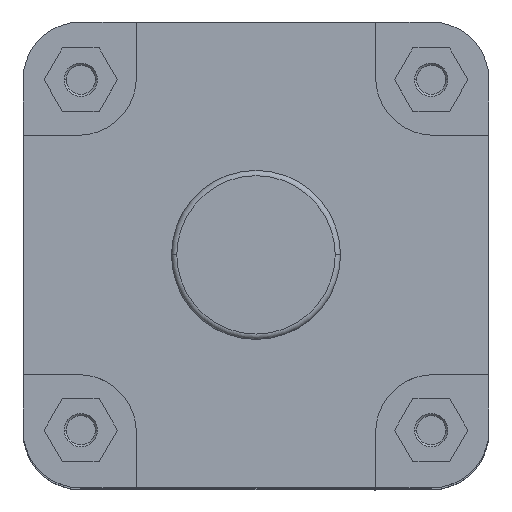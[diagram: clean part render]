
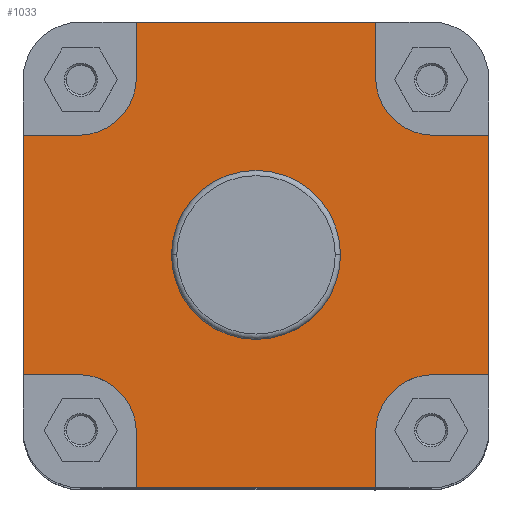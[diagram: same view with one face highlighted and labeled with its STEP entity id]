
A CAD part, top view. The second image highlights one B-rep face of the part: STEP entity #1033.
In plain terms, the highlighted planar face has unit normal (0, 0, 1).
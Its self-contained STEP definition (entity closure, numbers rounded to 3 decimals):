
#12 = VERTEX_POINT ( 'NONE', #5741 ) ;
#21 = VERTEX_POINT ( 'NONE', #5750 ) ;
#22 = VERTEX_POINT ( 'NONE', #5751 ) ;
#58 = VERTEX_POINT ( 'NONE', #5787 ) ;
#68 = VERTEX_POINT ( 'NONE', #5792 ) ;
#82 = VERTEX_POINT ( 'NONE', #5813 ) ;
#90 = VERTEX_POINT ( 'NONE', #5821 ) ;
#99 = VERTEX_POINT ( 'NONE', #5830 ) ;
#122 = VERTEX_POINT ( 'NONE', #5853 ) ;
#133 = VERTEX_POINT ( 'NONE', #5864 ) ;
#857 = VERTEX_POINT ( 'NONE', #5902 ) ;
#886 = VERTEX_POINT ( 'NONE', #5913 ) ;
#889 = VERTEX_POINT ( 'NONE', #5918 ) ;
#892 = VERTEX_POINT ( 'NONE', #5920 ) ;
#893 = VERTEX_POINT ( 'NONE', #5921 ) ;
#896 = VERTEX_POINT ( 'NONE', #5924 ) ;
#897 = VERTEX_POINT ( 'NONE', #5925 ) ;
#906 = VERTEX_POINT ( 'NONE', #5934 ) ;
#1033 = ADVANCED_FACE ( 'NONE', ( #4803, #4802 ), #6079, .F. ) ;
#1659 = CARTESIAN_POINT ( 'NONE',  ( -83.75, 83.75, -65.368 ) ) ;
#1662 = CARTESIAN_POINT ( 'NONE',  ( 83.75, 83.75, -65.368 ) ) ;
#1665 = CARTESIAN_POINT ( 'NONE',  ( -83.75, 56.5, -65.368 ) ) ;
#1666 = DIRECTION ( 'NONE',  ( 1., 0., 0. ) ) ;
#1667 = CARTESIAN_POINT ( 'NONE',  ( 83.75, -83.75, -65.368 ) ) ;
#1668 = DIRECTION ( 'NONE',  ( 0., 0., 1. ) ) ;
#1669 = DIRECTION ( 'NONE',  ( -1., 0., 0. ) ) ;
#1670 = CARTESIAN_POINT ( 'NONE',  ( -56.5, 110., -65.368 ) ) ;
#1671 = DIRECTION ( 'NONE',  ( 0., 1., 0. ) ) ;
#1672 = CARTESIAN_POINT ( 'NONE',  ( 0., 110., -65.368 ) ) ;
#1673 = DIRECTION ( 'NONE',  ( 1., 0., 0. ) ) ;
#1674 = CARTESIAN_POINT ( 'NONE',  ( 56.5, 83.75, -65.368 ) ) ;
#1675 = DIRECTION ( 'NONE',  ( 0., -1., 0. ) ) ;
#1676 = DIRECTION ( 'NONE',  ( 0., 0., 1. ) ) ;
#1677 = DIRECTION ( 'NONE',  ( -1., 0., 0. ) ) ;
#1678 = CARTESIAN_POINT ( 'NONE',  ( 110., 56.5, -65.368 ) ) ;
#1679 = DIRECTION ( 'NONE',  ( 1., 0., 0. ) ) ;
#1680 = CARTESIAN_POINT ( 'NONE',  ( 110., -242.141, -65.368 ) ) ;
#1681 = DIRECTION ( 'NONE',  ( 0., -1., 0. ) ) ;
#1682 = CARTESIAN_POINT ( 'NONE',  ( 83.75, -56.5, -65.368 ) ) ;
#1683 = DIRECTION ( 'NONE',  ( -1., 0., 0. ) ) ;
#1684 = DIRECTION ( 'NONE',  ( 0., 0., 1. ) ) ;
#1685 = DIRECTION ( 'NONE',  ( -1., 0., 0. ) ) ;
#1686 = CARTESIAN_POINT ( 'NONE',  ( 56.5, -110., -65.368 ) ) ;
#1687 = DIRECTION ( 'NONE',  ( 0., -1., 0. ) ) ;
#1688 = CARTESIAN_POINT ( 'NONE',  ( 0., 0., -65.368 ) ) ;
#1689 = CARTESIAN_POINT ( 'NONE',  ( 0., -110., -65.368 ) ) ;
#1690 = DIRECTION ( 'NONE',  ( 1., 0., 0. ) ) ;
#1691 = CARTESIAN_POINT ( 'NONE',  ( -83.75, -83.75, -65.368 ) ) ;
#1693 = DIRECTION ( 'NONE',  ( 0., 0., 1. ) ) ;
#1694 = DIRECTION ( 'NONE',  ( -1., 0., 0. ) ) ;
#1695 = CARTESIAN_POINT ( 'NONE',  ( -110., -242.141, -65.368 ) ) ;
#1696 = DIRECTION ( 'NONE',  ( 0., -1., 0. ) ) ;
#1697 = CARTESIAN_POINT ( 'NONE',  ( -110., -56.5, -65.368 ) ) ;
#1698 = DIRECTION ( 'NONE',  ( -1., 0., 0. ) ) ;
#1699 = DIRECTION ( 'NONE',  ( 0., 0., 1. ) ) ;
#1700 = DIRECTION ( 'NONE',  ( 1., 0., 0. ) ) ;
#1701 = CARTESIAN_POINT ( 'NONE',  ( -56.5, -83.75, -65.368 ) ) ;
#1702 = DIRECTION ( 'NONE',  ( 0., 1., 0. ) ) ;
#1835 = CARTESIAN_POINT ( 'NONE',  ( 0., 0., -65.368 ) ) ;
#1836 = DIRECTION ( 'NONE',  ( 0., 0., 1. ) ) ;
#1837 = DIRECTION ( 'NONE',  ( 1., 0., 0. ) ) ;
#2529 = CIRCLE ( 'NONE', #4473, 39.9 ) ;
#3297 = ORIENTED_EDGE ( 'NONE', *, *, #4007, .F. ) ;
#3304 = ORIENTED_EDGE ( 'NONE', *, *, #4009, .F. ) ;
#3319 = ORIENTED_EDGE ( 'NONE', *, *, #4011, .F. ) ;
#3346 = ORIENTED_EDGE ( 'NONE', *, *, #4012, .F. ) ;
#3358 = ORIENTED_EDGE ( 'NONE', *, *, #4015, .F. ) ;
#3371 = ORIENTED_EDGE ( 'NONE', *, *, #4021, .F. ) ;
#3423 = ORIENTED_EDGE ( 'NONE', *, *, #4010, .F. ) ;
#3437 = ORIENTED_EDGE ( 'NONE', *, *, #4084, .F. ) ;
#3470 = ORIENTED_EDGE ( 'NONE', *, *, #4017, .T. ) ;
#3486 = ORIENTED_EDGE ( 'NONE', *, *, #4008, .F. ) ;
#3514 = ORIENTED_EDGE ( 'NONE', *, *, #4022, .F. ) ;
#3518 = ORIENTED_EDGE ( 'NONE', *, *, #4019, .T. ) ;
#3530 = ORIENTED_EDGE ( 'NONE', *, *, #4013, .F. ) ;
#3534 = ORIENTED_EDGE ( 'NONE', *, *, #4006, .F. ) ;
#3541 = ORIENTED_EDGE ( 'NONE', *, *, #4014, .F. ) ;
#3582 = ORIENTED_EDGE ( 'NONE', *, *, #4020, .F. ) ;
#3583 = ORIENTED_EDGE ( 'NONE', *, *, #4018, .F. ) ;
#3598 = ORIENTED_EDGE ( 'NONE', *, *, #4016, .F. ) ;
#3693 = EDGE_LOOP ( 'NONE', ( #3518, #3582, #3583, #3514, #3470, #3598, #3358, #3541, #3530, #3346, #3319, #3423, #3304, #3486, #3297, #3534 ) ) ;
#3701 = EDGE_LOOP ( 'NONE', ( #3437, #3371 ) ) ;
#4006 = EDGE_CURVE ( 'NONE', #68, #857, #5556, .T. ) ;
#4007 = EDGE_CURVE ( 'NONE', #857, #21, #5568, .T. ) ;
#4008 = EDGE_CURVE ( 'NONE', #21, #897, #5558, .T. ) ;
#4009 = EDGE_CURVE ( 'NONE', #897, #906, #5569, .T. ) ;
#4010 = EDGE_CURVE ( 'NONE', #906, #893, #5571, .T. ) ;
#4011 = EDGE_CURVE ( 'NONE', #893, #82, #5575, .T. ) ;
#4012 = EDGE_CURVE ( 'NONE', #82, #889, #5560, .T. ) ;
#4013 = EDGE_CURVE ( 'NONE', #889, #896, #5576, .T. ) ;
#4014 = EDGE_CURVE ( 'NONE', #896, #12, #5578, .T. ) ;
#4015 = EDGE_CURVE ( 'NONE', #12, #58, #5581, .T. ) ;
#4016 = EDGE_CURVE ( 'NONE', #58, #886, #5566, .T. ) ;
#4017 = EDGE_CURVE ( 'NONE', #122, #886, #5582, .T. ) ;
#4018 = EDGE_CURVE ( 'NONE', #22, #99, #5587, .T. ) ;
#4019 = EDGE_CURVE ( 'NONE', #68, #892, #5580, .T. ) ;
#4020 = EDGE_CURVE ( 'NONE', #99, #892, #5588, .T. ) ;
#4021 = EDGE_CURVE ( 'NONE', #133, #90, #5592, .T. ) ;
#4022 = EDGE_CURVE ( 'NONE', #122, #22, #5585, .T. ) ;
#4084 = EDGE_CURVE ( 'NONE', #90, #133, #2529, .T. ) ;
#4157 = AXIS2_PLACEMENT_3D ( 'NONE', #6066, #6080, #6081 ) ;
#4454 = AXIS2_PLACEMENT_3D ( 'NONE', #1691, #1693, #1694 ) ;
#4462 = AXIS2_PLACEMENT_3D ( 'NONE', #1659, #1668, #1669 ) ;
#4463 = AXIS2_PLACEMENT_3D ( 'NONE', #1662, #1676, #1677 ) ;
#4464 = AXIS2_PLACEMENT_3D ( 'NONE', #1667, #1684, #1685 ) ;
#4465 = AXIS2_PLACEMENT_3D ( 'NONE', #1688, #1699, #1700 ) ;
#4473 = AXIS2_PLACEMENT_3D ( 'NONE', #1835, #1836, #1837 ) ;
#4802 = FACE_OUTER_BOUND ( 'NONE', #3693, .T. ) ;
#4803 = FACE_BOUND ( 'NONE', #3701, .T. ) ;
#5556 = LINE ( 'NONE', #1665, #5562 ) ;
#5558 = LINE ( 'NONE', #1670, #5564 ) ;
#5560 = LINE ( 'NONE', #1678, #5567 ) ;
#5562 = VECTOR ( 'NONE', #1666, 1000. ) ;
#5564 = VECTOR ( 'NONE', #1671, 1000. ) ;
#5566 = LINE ( 'NONE', #1686, #5574 ) ;
#5567 = VECTOR ( 'NONE', #1679, 1000. ) ;
#5568 = CIRCLE ( 'NONE', #4462, 27.25 ) ;
#5569 = LINE ( 'NONE', #1672, #5570 ) ;
#5570 = VECTOR ( 'NONE', #1673, 1000. ) ;
#5571 = LINE ( 'NONE', #1674, #5572 ) ;
#5572 = VECTOR ( 'NONE', #1675, 1000. ) ;
#5573 = VECTOR ( 'NONE', #1696, 1000. ) ;
#5574 = VECTOR ( 'NONE', #1687, 1000. ) ;
#5575 = CIRCLE ( 'NONE', #4463, 27.25 ) ;
#5576 = LINE ( 'NONE', #1680, #5577 ) ;
#5577 = VECTOR ( 'NONE', #1681, 1000. ) ;
#5578 = LINE ( 'NONE', #1682, #5579 ) ;
#5579 = VECTOR ( 'NONE', #1683, 1000. ) ;
#5580 = LINE ( 'NONE', #1695, #5573 ) ;
#5581 = CIRCLE ( 'NONE', #4464, 27.25 ) ;
#5582 = LINE ( 'NONE', #1689, #5583 ) ;
#5583 = VECTOR ( 'NONE', #1690, 1000. ) ;
#5585 = LINE ( 'NONE', #1701, #5586 ) ;
#5586 = VECTOR ( 'NONE', #1702, 1000. ) ;
#5587 = CIRCLE ( 'NONE', #4454, 27.25 ) ;
#5588 = LINE ( 'NONE', #1697, #5589 ) ;
#5589 = VECTOR ( 'NONE', #1698, 1000. ) ;
#5592 = CIRCLE ( 'NONE', #4465, 39.9 ) ;
#5741 = CARTESIAN_POINT ( 'NONE',  ( 83.75, -56.5, -65.368 ) ) ;
#5750 = CARTESIAN_POINT ( 'NONE',  ( -56.5, 83.75, -65.368 ) ) ;
#5751 = CARTESIAN_POINT ( 'NONE',  ( -56.5, -83.75, -65.368 ) ) ;
#5787 = CARTESIAN_POINT ( 'NONE',  ( 56.5, -83.75, -65.368 ) ) ;
#5792 = CARTESIAN_POINT ( 'NONE',  ( -110., 56.5, -65.368 ) ) ;
#5813 = CARTESIAN_POINT ( 'NONE',  ( 83.75, 56.5, -65.368 ) ) ;
#5821 = CARTESIAN_POINT ( 'NONE',  ( 39.9, 0., -65.368 ) ) ;
#5830 = CARTESIAN_POINT ( 'NONE',  ( -83.75, -56.5, -65.368 ) ) ;
#5853 = CARTESIAN_POINT ( 'NONE',  ( -56.5, -110., -65.368 ) ) ;
#5864 = CARTESIAN_POINT ( 'NONE',  ( -39.9, 0., -65.368 ) ) ;
#5902 = CARTESIAN_POINT ( 'NONE',  ( -83.75, 56.5, -65.368 ) ) ;
#5913 = CARTESIAN_POINT ( 'NONE',  ( 56.5, -110., -65.368 ) ) ;
#5918 = CARTESIAN_POINT ( 'NONE',  ( 110., 56.5, -65.368 ) ) ;
#5920 = CARTESIAN_POINT ( 'NONE',  ( -110., -56.5, -65.368 ) ) ;
#5921 = CARTESIAN_POINT ( 'NONE',  ( 56.5, 83.75, -65.368 ) ) ;
#5924 = CARTESIAN_POINT ( 'NONE',  ( 110., -56.5, -65.368 ) ) ;
#5925 = CARTESIAN_POINT ( 'NONE',  ( -56.5, 110., -65.368 ) ) ;
#5934 = CARTESIAN_POINT ( 'NONE',  ( 56.5, 110., -65.368 ) ) ;
#6066 = CARTESIAN_POINT ( 'NONE',  ( 0., 39.9, -65.368 ) ) ;
#6079 = PLANE ( 'NONE',  #4157 ) ;
#6080 = DIRECTION ( 'NONE',  ( 0., 0., -1. ) ) ;
#6081 = DIRECTION ( 'NONE',  ( -1., 0., 0. ) ) ;
